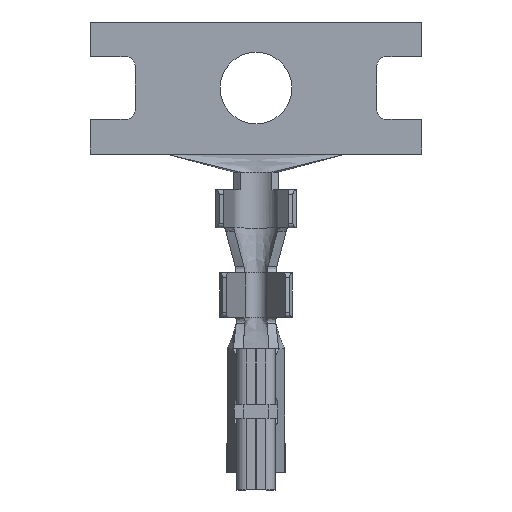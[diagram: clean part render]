
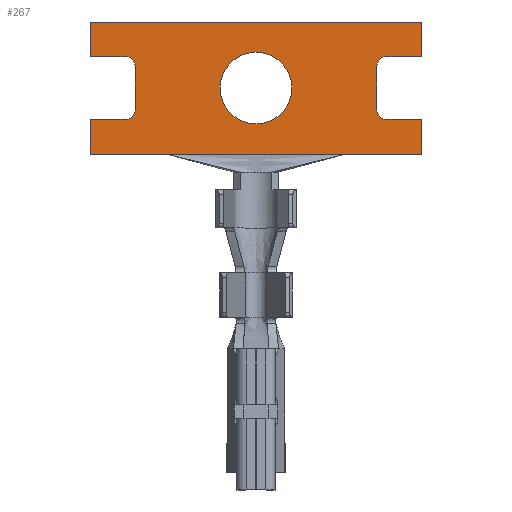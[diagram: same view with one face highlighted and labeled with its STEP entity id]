
A CAD part, top view. The second image highlights one B-rep face of the part: STEP entity #267.
In plain terms, the highlighted planar face has unit normal (0, 0, 1).
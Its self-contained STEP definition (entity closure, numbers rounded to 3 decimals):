
#267 = ADVANCED_FACE( '', ( #688, #689 ), #690, .T. );
#688 = FACE_BOUND( '', #1280, .T. );
#689 = FACE_OUTER_BOUND( '', #1281, .T. );
#690 = PLANE( '', #1282 );
#1280 = EDGE_LOOP( '', ( #2536 ) );
#1281 = EDGE_LOOP( '', ( #2537, #2538, #2539, #2540, #2541, #2542, #2543, #2544, #2545, #2546, #2547, #2548, #2549, #2550, #2551, #2552, #2553, #2554 ) );
#1282 = AXIS2_PLACEMENT_3D( '', #2555, #2556, #2557 );
#2536 = ORIENTED_EDGE( '', *, *, #4160, .F. );
#2537 = ORIENTED_EDGE( '', *, *, #4161, .T. );
#2538 = ORIENTED_EDGE( '', *, *, #4162, .T. );
#2539 = ORIENTED_EDGE( '', *, *, #4163, .T. );
#2540 = ORIENTED_EDGE( '', *, *, #4164, .T. );
#2541 = ORIENTED_EDGE( '', *, *, #4165, .T. );
#2542 = ORIENTED_EDGE( '', *, *, #4166, .T. );
#2543 = ORIENTED_EDGE( '', *, *, #4167, .T. );
#2544 = ORIENTED_EDGE( '', *, *, #4168, .T. );
#2545 = ORIENTED_EDGE( '', *, *, #4169, .T. );
#2546 = ORIENTED_EDGE( '', *, *, #4170, .T. );
#2547 = ORIENTED_EDGE( '', *, *, #4171, .T. );
#2548 = ORIENTED_EDGE( '', *, *, #4172, .T. );
#2549 = ORIENTED_EDGE( '', *, *, #4173, .T. );
#2550 = ORIENTED_EDGE( '', *, *, #4174, .T. );
#2551 = ORIENTED_EDGE( '', *, *, #4050, .T. );
#2552 = ORIENTED_EDGE( '', *, *, #4044, .T. );
#2553 = ORIENTED_EDGE( '', *, *, #4175, .T. );
#2554 = ORIENTED_EDGE( '', *, *, #4086, .T. );
#2555 = CARTESIAN_POINT( '', ( 0., 0., -0.6 ) );
#2556 = DIRECTION( '', ( 0., 0., 1. ) );
#2557 = DIRECTION( '', ( 1., 0., 0. ) );
#4044 = EDGE_CURVE( '', #4781, #4782, #4783, .F. );
#4050 = EDGE_CURVE( '', #4792, #4781, #4793, .T. );
#4086 = EDGE_CURVE( '', #4856, #4854, #4857, .T. );
#4160 = EDGE_CURVE( '', #4982, #4982, #4983, .T. );
#4161 = EDGE_CURVE( '', #4854, #4984, #4985, .T. );
#4162 = EDGE_CURVE( '', #4984, #4986, #4987, .F. );
#4163 = EDGE_CURVE( '', #4986, #4988, #4989, .T. );
#4164 = EDGE_CURVE( '', #4988, #4990, #4991, .T. );
#4165 = EDGE_CURVE( '', #4990, #4992, #4993, .T. );
#4166 = EDGE_CURVE( '', #4992, #4994, #4995, .F. );
#4167 = EDGE_CURVE( '', #4994, #4996, #4997, .T. );
#4168 = EDGE_CURVE( '', #4996, #4998, #4999, .F. );
#4169 = EDGE_CURVE( '', #4998, #5000, #5001, .T. );
#4170 = EDGE_CURVE( '', #5000, #5002, #5003, .T. );
#4171 = EDGE_CURVE( '', #5002, #5004, #5005, .T. );
#4172 = EDGE_CURVE( '', #5004, #5006, #5007, .T. );
#4173 = EDGE_CURVE( '', #5006, #5008, #5009, .T. );
#4174 = EDGE_CURVE( '', #5008, #4792, #5010, .F. );
#4175 = EDGE_CURVE( '', #4782, #4856, #5011, .T. );
#4781 = VERTEX_POINT( '', #5888 );
#4782 = VERTEX_POINT( '', #5889 );
#4783 = CIRCLE( '', #5890, 0.2 );
#4792 = VERTEX_POINT( '', #5902 );
#4793 = LINE( '', #5903, #5904 );
#4854 = VERTEX_POINT( '', #5989 );
#4856 = VERTEX_POINT( '', #5992 );
#4857 = LINE( '', #5993, #5994 );
#4982 = VERTEX_POINT( '', #6163 );
#4983 = CIRCLE( '', #6164, 0.8 );
#4984 = VERTEX_POINT( '', #6165 );
#4985 = LINE( '', #6166, #6167 );
#4986 = VERTEX_POINT( '', #6168 );
#4987 = LINE( '', #6169, #6170 );
#4988 = VERTEX_POINT( '', #6171 );
#4989 = LINE( '', #6172, #6173 );
#4990 = VERTEX_POINT( '', #6174 );
#4991 = LINE( '', #6175, #6176 );
#4992 = VERTEX_POINT( '', #6177 );
#4993 = LINE( '', #6178, #6179 );
#4994 = VERTEX_POINT( '', #6180 );
#4995 = CIRCLE( '', #6181, 0.2 );
#4996 = VERTEX_POINT( '', #6182 );
#4997 = LINE( '', #6183, #6184 );
#4998 = VERTEX_POINT( '', #6185 );
#4999 = CIRCLE( '', #6186, 0.2 );
#5000 = VERTEX_POINT( '', #6187 );
#5001 = LINE( '', #6188, #6189 );
#5002 = VERTEX_POINT( '', #6190 );
#5003 = LINE( '', #6191, #6192 );
#5004 = VERTEX_POINT( '', #6193 );
#5005 = LINE( '', #6194, #6195 );
#5006 = VERTEX_POINT( '', #6196 );
#5007 = LINE( '', #6197, #6198 );
#5008 = VERTEX_POINT( '', #6199 );
#5009 = LINE( '', #6200, #6201 );
#5010 = CIRCLE( '', #6202, 0.2 );
#5011 = LINE( '', #6203, #6204 );
#5888 = CARTESIAN_POINT( '', ( -2.7, 8.475, -0.6 ) );
#5889 = CARTESIAN_POINT( '', ( -2.9, 8.275, -0.6 ) );
#5890 = AXIS2_PLACEMENT_3D( '', #7776, #7777, #7778 );
#5902 = CARTESIAN_POINT( '', ( -2.7, 9.475, -0.6 ) );
#5903 = CARTESIAN_POINT( '', ( -2.7, 9.675, -0.6 ) );
#5904 = VECTOR( '', #7785, 1000. );
#5989 = CARTESIAN_POINT( '', ( -3.7, 7.5, -0.6 ) );
#5992 = CARTESIAN_POINT( '', ( -3.7, 8.275, -0.6 ) );
#5993 = CARTESIAN_POINT( '', ( -3.7, 8.275, -0.6 ) );
#5994 = VECTOR( '', #7829, 1000. );
#6163 = CARTESIAN_POINT( '', ( 0., 9.775, -0.6 ) );
#6164 = AXIS2_PLACEMENT_3D( '', #7925, #7926, #7927 );
#6165 = CARTESIAN_POINT( '', ( -2., 7.5, -0.6 ) );
#6166 = CARTESIAN_POINT( '', ( -3.7, 7.5, -0.6 ) );
#6167 = VECTOR( '', #7928, 1000. );
#6168 = CARTESIAN_POINT( '', ( 2., 7.5, -0.6 ) );
#6169 = CARTESIAN_POINT( '', ( 2., 7.5, -0.6 ) );
#6170 = VECTOR( '', #7929, 1000. );
#6171 = CARTESIAN_POINT( '', ( 3.7, 7.5, -0.6 ) );
#6172 = CARTESIAN_POINT( '', ( -3.7, 7.5, -0.6 ) );
#6173 = VECTOR( '', #7930, 1000. );
#6174 = CARTESIAN_POINT( '', ( 3.7, 8.275, -0.6 ) );
#6175 = CARTESIAN_POINT( '', ( 3.7, 7.5, -0.6 ) );
#6176 = VECTOR( '', #7931, 1000. );
#6177 = CARTESIAN_POINT( '', ( 2.9, 8.275, -0.6 ) );
#6178 = CARTESIAN_POINT( '', ( 3.7, 8.275, -0.6 ) );
#6179 = VECTOR( '', #7932, 1000. );
#6180 = CARTESIAN_POINT( '', ( 2.7, 8.475, -0.6 ) );
#6181 = AXIS2_PLACEMENT_3D( '', #7933, #7934, #7935 );
#6182 = CARTESIAN_POINT( '', ( 2.7, 9.475, -0.6 ) );
#6183 = CARTESIAN_POINT( '', ( 2.7, 8.275, -0.6 ) );
#6184 = VECTOR( '', #7936, 1000. );
#6185 = CARTESIAN_POINT( '', ( 2.9, 9.675, -0.6 ) );
#6186 = AXIS2_PLACEMENT_3D( '', #7937, #7938, #7939 );
#6187 = CARTESIAN_POINT( '', ( 3.7, 9.675, -0.6 ) );
#6188 = CARTESIAN_POINT( '', ( 2.7, 9.675, -0.6 ) );
#6189 = VECTOR( '', #7940, 1000. );
#6190 = CARTESIAN_POINT( '', ( 3.7, 10.45, -0.6 ) );
#6191 = CARTESIAN_POINT( '', ( 3.7, 9.675, -0.6 ) );
#6192 = VECTOR( '', #7941, 1000. );
#6193 = CARTESIAN_POINT( '', ( -3.7, 10.45, -0.6 ) );
#6194 = CARTESIAN_POINT( '', ( 3.7, 10.45, -0.6 ) );
#6195 = VECTOR( '', #7942, 1000. );
#6196 = CARTESIAN_POINT( '', ( -3.7, 9.675, -0.6 ) );
#6197 = CARTESIAN_POINT( '', ( -3.7, 10.45, -0.6 ) );
#6198 = VECTOR( '', #7943, 1000. );
#6199 = CARTESIAN_POINT( '', ( -2.9, 9.675, -0.6 ) );
#6200 = CARTESIAN_POINT( '', ( -3.7, 9.675, -0.6 ) );
#6201 = VECTOR( '', #7944, 1000. );
#6202 = AXIS2_PLACEMENT_3D( '', #7945, #7946, #7947 );
#6203 = CARTESIAN_POINT( '', ( -2.7, 8.275, -0.6 ) );
#6204 = VECTOR( '', #7948, 1000. );
#7776 = CARTESIAN_POINT( '', ( -2.9, 8.475, -0.6 ) );
#7777 = DIRECTION( '', ( 0., 0., 1. ) );
#7778 = DIRECTION( '', ( 1., 0., 0. ) );
#7785 = DIRECTION( '', ( 0., -1., 0. ) );
#7829 = DIRECTION( '', ( 0., -1., 0. ) );
#7925 = CARTESIAN_POINT( '', ( 0., 8.975, -0.6 ) );
#7926 = DIRECTION( '', ( 0., 0., 1. ) );
#7927 = DIRECTION( '', ( 0., 1., 0. ) );
#7928 = DIRECTION( '', ( 1., 0., 0. ) );
#7929 = DIRECTION( '', ( -1., 0., 0. ) );
#7930 = DIRECTION( '', ( 1., 0., 0. ) );
#7931 = DIRECTION( '', ( 0., 1., 0. ) );
#7932 = DIRECTION( '', ( -1., 0., 0. ) );
#7933 = CARTESIAN_POINT( '', ( 2.9, 8.475, -0.6 ) );
#7934 = DIRECTION( '', ( 0., 0., 1. ) );
#7935 = DIRECTION( '', ( 1., 0., 0. ) );
#7936 = DIRECTION( '', ( 0., 1., 0. ) );
#7937 = CARTESIAN_POINT( '', ( 2.9, 9.475, -0.6 ) );
#7938 = DIRECTION( '', ( 0., 0., 1. ) );
#7939 = DIRECTION( '', ( 1., 0., 0. ) );
#7940 = DIRECTION( '', ( 1., 0., 0. ) );
#7941 = DIRECTION( '', ( 0., 1., 0. ) );
#7942 = DIRECTION( '', ( -1., 0., 0. ) );
#7943 = DIRECTION( '', ( 0., -1., 0. ) );
#7944 = DIRECTION( '', ( 1., 0., 0. ) );
#7945 = CARTESIAN_POINT( '', ( -2.9, 9.475, -0.6 ) );
#7946 = DIRECTION( '', ( 0., 0., 1. ) );
#7947 = DIRECTION( '', ( 1., 0., 0. ) );
#7948 = DIRECTION( '', ( -1., 0., 0. ) );
